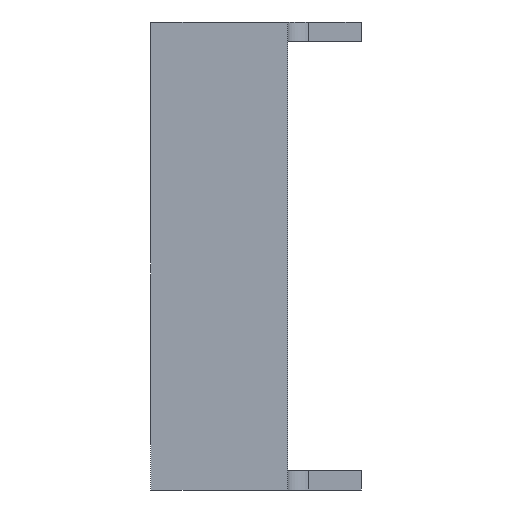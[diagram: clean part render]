
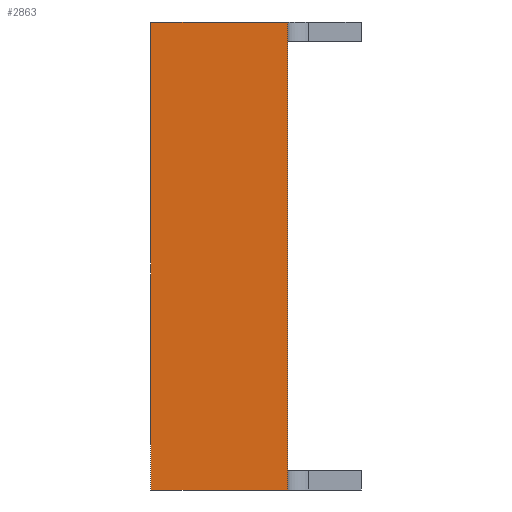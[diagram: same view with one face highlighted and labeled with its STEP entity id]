
A CAD part, left-side view. The second image highlights one B-rep face of the part: STEP entity #2863.
In plain terms, the highlighted planar face has unit normal (-1, 0, 0).
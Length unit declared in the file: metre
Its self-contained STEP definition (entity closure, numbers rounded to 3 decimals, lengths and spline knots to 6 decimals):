
#542=ORIENTED_EDGE('',*,*,#1199,.T.);
#543=ORIENTED_EDGE('',*,*,#1184,.F.);
#544=ORIENTED_EDGE('',*,*,#1196,.F.);
#545=ORIENTED_EDGE('',*,*,#1151,.T.);
#1151=EDGE_CURVE('',#1484,#1482,#1773,.T.);
#1184=EDGE_CURVE('',#1515,#1512,#1794,.T.);
#1196=EDGE_CURVE('',#1484,#1515,#1806,.T.);
#1199=EDGE_CURVE('',#1482,#1512,#1809,.T.);
#1482=VERTEX_POINT('',#4407);
#1484=VERTEX_POINT('',#4410);
#1512=VERTEX_POINT('',#4468);
#1515=VERTEX_POINT('',#4474);
#1773=LINE('',#4409,#1921);
#1794=LINE('',#4475,#1942);
#1806=LINE('',#4499,#1954);
#1809=LINE('',#4504,#1957);
#1921=VECTOR('',#3534,1.);
#1942=VECTOR('',#3581,1.);
#1954=VECTOR('',#3601,1.);
#1957=VECTOR('',#3606,1.);
#2045=EDGE_LOOP('',(#542,#543,#544,#545));
#2435=FACE_BOUND('',#2045,.T.);
#2807=PLANE('',#3066);
#2863=ADVANCED_FACE('',(#2435),#2807,.F.);
#3066=AXIS2_PLACEMENT_3D('',#4503,#3604,#3605);
#3534=DIRECTION('',(0.,1.,0.));
#3581=DIRECTION('',(0.,1.,0.));
#3601=DIRECTION('',(0.,0.,-1.));
#3604=DIRECTION('',(1.,0.,0.));
#3605=DIRECTION('',(0.,0.,-1.));
#3606=DIRECTION('',(0.,0.,-1.));
#4407=CARTESIAN_POINT('',(-0.0423,0.,0.02225));
#4409=CARTESIAN_POINT('',(-0.0423,-0.0025,0.02225));
#4410=CARTESIAN_POINT('',(-0.0423,-0.013,0.02225));
#4468=CARTESIAN_POINT('',(-0.0423,0.,-0.02225));
#4474=CARTESIAN_POINT('',(-0.0423,-0.013,-0.02225));
#4475=CARTESIAN_POINT('',(-0.0423,-0.0025,-0.02225));
#4499=CARTESIAN_POINT('',(-0.0423,-0.013,0.));
#4503=CARTESIAN_POINT('',(-0.0423,-0.0025,0.));
#4504=CARTESIAN_POINT('',(-0.0423,0.,0.));
